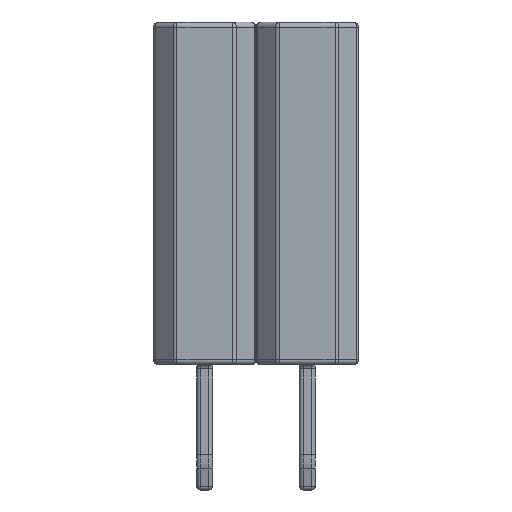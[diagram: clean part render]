
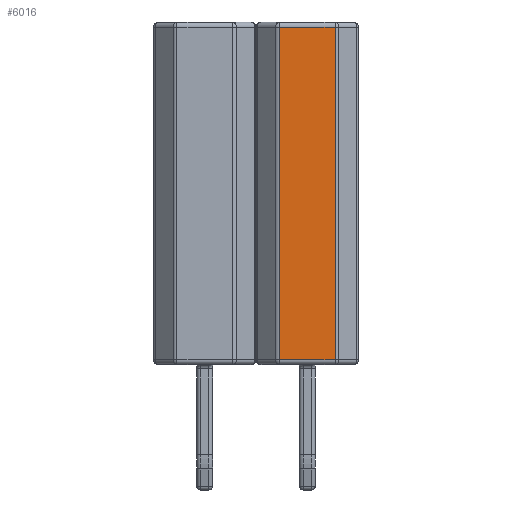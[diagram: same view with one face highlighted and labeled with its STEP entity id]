
A CAD part, left-side view. The second image highlights one B-rep face of the part: STEP entity #6016.
In plain terms, the highlighted planar face has unit normal (-1, 0, 0).
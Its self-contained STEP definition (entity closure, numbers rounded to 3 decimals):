
#5358 = CYLINDRICAL_SURFACE('',#5359,0.125);
#5359 = AXIS2_PLACEMENT_3D('',#5360,#5361,#5362);
#5360 = CARTESIAN_POINT('',(-1.145,0.692,0.));
#5361 = DIRECTION('',(0.,0.,1.));
#5362 = DIRECTION('',(-0.707,0.707,0.));
#5463 = VERTEX_POINT('',#5464);
#5464 = CARTESIAN_POINT('',(-1.27,0.692,0.125));
#5491 = EDGE_CURVE('',#5463,#5492,#5494,.T.);
#5492 = VERTEX_POINT('',#5493);
#5493 = CARTESIAN_POINT('',(-1.27,0.692,8.375));
#5494 = SURFACE_CURVE('',#5495,(#5499,#5506),.PCURVE_S1.);
#5495 = LINE('',#5496,#5497);
#5496 = CARTESIAN_POINT('',(-1.27,0.692,0.));
#5497 = VECTOR('',#5498,1.);
#5498 = DIRECTION('',(0.,0.,1.));
#5499 = PCURVE('',#5358,#5500);
#5500 = DEFINITIONAL_REPRESENTATION('',(#5501),#5505);
#5501 = LINE('',#5502,#5503);
#5502 = CARTESIAN_POINT('',(0.785,0.));
#5503 = VECTOR('',#5504,1.);
#5504 = DIRECTION('',(0.,1.));
#5505 = ( GEOMETRIC_REPRESENTATION_CONTEXT(2) 
PARAMETRIC_REPRESENTATION_CONTEXT() REPRESENTATION_CONTEXT('2D SPACE',''
  ) );
#5506 = PCURVE('',#5507,#5512);
#5507 = PLANE('',#5508);
#5508 = AXIS2_PLACEMENT_3D('',#5509,#5510,#5511);
#5509 = CARTESIAN_POINT('',(-1.27,-0.744,0.));
#5510 = DIRECTION('',(-1.,0.,0.));
#5511 = DIRECTION('',(0.,1.,0.));
#5512 = DEFINITIONAL_REPRESENTATION('',(#5513),#5517);
#5513 = LINE('',#5514,#5515);
#5514 = CARTESIAN_POINT('',(1.436,0.));
#5515 = VECTOR('',#5516,1.);
#5516 = DIRECTION('',(0.,-1.));
#5517 = ( GEOMETRIC_REPRESENTATION_CONTEXT(2) 
PARAMETRIC_REPRESENTATION_CONTEXT() REPRESENTATION_CONTEXT('2D SPACE',''
  ) );
#5721 = CYLINDRICAL_SURFACE('',#5722,0.125);
#5722 = AXIS2_PLACEMENT_3D('',#5723,#5724,#5725);
#5723 = CARTESIAN_POINT('',(-1.145,-0.744,8.375));
#5724 = DIRECTION('',(0.,1.,0.));
#5725 = DIRECTION('',(-1.,0.,0.));
#6003 = CYLINDRICAL_SURFACE('',#6004,0.125);
#6004 = AXIS2_PLACEMENT_3D('',#6005,#6006,#6007);
#6005 = CARTESIAN_POINT('',(-1.145,-0.744,0.125));
#6006 = DIRECTION('',(0.,1.,0.));
#6007 = DIRECTION('',(-1.,0.,0.));
#6016 = ADVANCED_FACE('',(#6017),#5507,.T.);
#6017 = FACE_BOUND('',#6018,.T.);
#6018 = EDGE_LOOP('',(#6019,#6042,#6043,#6066));
#6019 = ORIENTED_EDGE('',*,*,#6020,.T.);
#6020 = EDGE_CURVE('',#6021,#5492,#6023,.T.);
#6021 = VERTEX_POINT('',#6022);
#6022 = CARTESIAN_POINT('',(-1.27,-0.692,8.375));
#6023 = SURFACE_CURVE('',#6024,(#6028,#6035),.PCURVE_S1.);
#6024 = LINE('',#6025,#6026);
#6025 = CARTESIAN_POINT('',(-1.27,-0.744,8.375));
#6026 = VECTOR('',#6027,1.);
#6027 = DIRECTION('',(0.,1.,0.));
#6028 = PCURVE('',#5507,#6029);
#6029 = DEFINITIONAL_REPRESENTATION('',(#6030),#6034);
#6030 = LINE('',#6031,#6032);
#6031 = CARTESIAN_POINT('',(0.,-8.375));
#6032 = VECTOR('',#6033,1.);
#6033 = DIRECTION('',(1.,0.));
#6034 = ( GEOMETRIC_REPRESENTATION_CONTEXT(2) 
PARAMETRIC_REPRESENTATION_CONTEXT() REPRESENTATION_CONTEXT('2D SPACE',''
  ) );
#6035 = PCURVE('',#5721,#6036);
#6036 = DEFINITIONAL_REPRESENTATION('',(#6037),#6041);
#6037 = LINE('',#6038,#6039);
#6038 = CARTESIAN_POINT('',(0.,0.));
#6039 = VECTOR('',#6040,1.);
#6040 = DIRECTION('',(0.,1.));
#6041 = ( GEOMETRIC_REPRESENTATION_CONTEXT(2) 
PARAMETRIC_REPRESENTATION_CONTEXT() REPRESENTATION_CONTEXT('2D SPACE',''
  ) );
#6042 = ORIENTED_EDGE('',*,*,#5491,.F.);
#6043 = ORIENTED_EDGE('',*,*,#6044,.F.);
#6044 = EDGE_CURVE('',#6045,#5463,#6047,.T.);
#6045 = VERTEX_POINT('',#6046);
#6046 = CARTESIAN_POINT('',(-1.27,-0.692,0.125));
#6047 = SURFACE_CURVE('',#6048,(#6052,#6059),.PCURVE_S1.);
#6048 = LINE('',#6049,#6050);
#6049 = CARTESIAN_POINT('',(-1.27,-0.744,0.125));
#6050 = VECTOR('',#6051,1.);
#6051 = DIRECTION('',(0.,1.,0.));
#6052 = PCURVE('',#5507,#6053);
#6053 = DEFINITIONAL_REPRESENTATION('',(#6054),#6058);
#6054 = LINE('',#6055,#6056);
#6055 = CARTESIAN_POINT('',(0.,-0.125));
#6056 = VECTOR('',#6057,1.);
#6057 = DIRECTION('',(1.,0.));
#6058 = ( GEOMETRIC_REPRESENTATION_CONTEXT(2) 
PARAMETRIC_REPRESENTATION_CONTEXT() REPRESENTATION_CONTEXT('2D SPACE',''
  ) );
#6059 = PCURVE('',#6003,#6060);
#6060 = DEFINITIONAL_REPRESENTATION('',(#6061),#6065);
#6061 = LINE('',#6062,#6063);
#6062 = CARTESIAN_POINT('',(-0.,0.));
#6063 = VECTOR('',#6064,1.);
#6064 = DIRECTION('',(-0.,1.));
#6065 = ( GEOMETRIC_REPRESENTATION_CONTEXT(2) 
PARAMETRIC_REPRESENTATION_CONTEXT() REPRESENTATION_CONTEXT('2D SPACE',''
  ) );
#6066 = ORIENTED_EDGE('',*,*,#6067,.T.);
#6067 = EDGE_CURVE('',#6045,#6021,#6068,.T.);
#6068 = SURFACE_CURVE('',#6069,(#6073,#6080),.PCURVE_S1.);
#6069 = LINE('',#6070,#6071);
#6070 = CARTESIAN_POINT('',(-1.27,-0.692,0.));
#6071 = VECTOR('',#6072,1.);
#6072 = DIRECTION('',(0.,0.,1.));
#6073 = PCURVE('',#5507,#6074);
#6074 = DEFINITIONAL_REPRESENTATION('',(#6075),#6079);
#6075 = LINE('',#6076,#6077);
#6076 = CARTESIAN_POINT('',(0.052,0.));
#6077 = VECTOR('',#6078,1.);
#6078 = DIRECTION('',(0.,-1.));
#6079 = ( GEOMETRIC_REPRESENTATION_CONTEXT(2) 
PARAMETRIC_REPRESENTATION_CONTEXT() REPRESENTATION_CONTEXT('2D SPACE',''
  ) );
#6080 = PCURVE('',#6081,#6086);
#6081 = CYLINDRICAL_SURFACE('',#6082,0.125);
#6082 = AXIS2_PLACEMENT_3D('',#6083,#6084,#6085);
#6083 = CARTESIAN_POINT('',(-1.145,-0.692,0.));
#6084 = DIRECTION('',(0.,0.,1.));
#6085 = DIRECTION('',(-1.,0.,0.));
#6086 = DEFINITIONAL_REPRESENTATION('',(#6087),#6091);
#6087 = LINE('',#6088,#6089);
#6088 = CARTESIAN_POINT('',(0.,0.));
#6089 = VECTOR('',#6090,1.);
#6090 = DIRECTION('',(0.,1.));
#6091 = ( GEOMETRIC_REPRESENTATION_CONTEXT(2) 
PARAMETRIC_REPRESENTATION_CONTEXT() REPRESENTATION_CONTEXT('2D SPACE',''
  ) );
